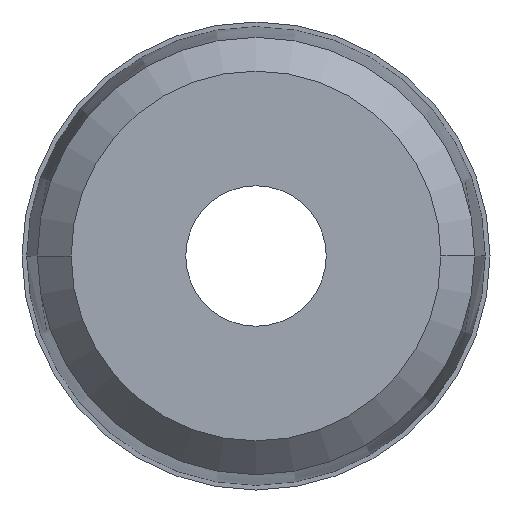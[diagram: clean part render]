
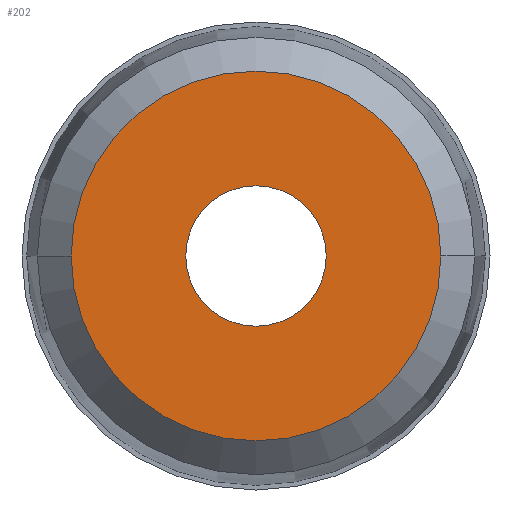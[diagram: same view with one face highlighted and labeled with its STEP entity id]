
A CAD part, front view. The second image highlights one B-rep face of the part: STEP entity #202.
In plain terms, the highlighted planar face has unit normal (0, -1, 0).
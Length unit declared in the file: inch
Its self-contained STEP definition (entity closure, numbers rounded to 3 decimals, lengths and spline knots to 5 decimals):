
#10 = AXIS2_PLACEMENT_3D ( 'NONE', #1174, #1165, #1158 ) ;
#22 = VERTEX_POINT ( 'NONE', #921 ) ;
#120 = DIRECTION ( 'NONE',  ( -1., 0., 0. ) ) ;
#124 = DIRECTION ( 'NONE',  ( 0., 1., 0. ) ) ;
#133 = CARTESIAN_POINT ( 'NONE',  ( 0., 0., 0. ) ) ;
#197 = CIRCLE ( 'NONE', #323, 0.05906 ) ;
#202 = ADVANCED_FACE ( 'NONE', ( #946, #908 ), #294, .T. ) ;
#224 = DIRECTION ( 'NONE',  ( 0., 0., -1. ) ) ;
#228 = DIRECTION ( 'NONE',  ( 0., -1., 0. ) ) ;
#229 = CIRCLE ( 'NONE', #573, 0.15551 ) ;
#232 = CARTESIAN_POINT ( 'NONE',  ( -0.10728, 0., 0. ) ) ;
#294 = PLANE ( 'NONE',  #1311 ) ;
#305 = ORIENTED_EDGE ( 'NONE', *, *, #809, .T. ) ;
#313 = VERTEX_POINT ( 'NONE', #1312 ) ;
#323 = AXIS2_PLACEMENT_3D ( 'NONE', #779, #1126, #704 ) ;
#336 = CARTESIAN_POINT ( 'NONE',  ( -0.05906, 0., 0. ) ) ;
#406 = EDGE_CURVE ( 'NONE', #962, #313, #669, .T. ) ;
#426 = ORIENTED_EDGE ( 'NONE', *, *, #406, .T. ) ;
#573 = AXIS2_PLACEMENT_3D ( 'NONE', #133, #124, #120 ) ;
#669 = CIRCLE ( 'NONE', #745, 0.05906 ) ;
#696 = ORIENTED_EDGE ( 'NONE', *, *, #750, .F. ) ;
#704 = DIRECTION ( 'NONE',  ( -1., 0., 0. ) ) ;
#745 = AXIS2_PLACEMENT_3D ( 'NONE', #1112, #1106, #1096 ) ;
#750 = EDGE_CURVE ( 'NONE', #22, #1183, #229, .T. ) ;
#779 = CARTESIAN_POINT ( 'NONE',  ( 0., 0., 0. ) ) ;
#809 = EDGE_CURVE ( 'NONE', #313, #962, #197, .T. ) ;
#908 = FACE_OUTER_BOUND ( 'NONE', #1344, .T. ) ;
#921 = CARTESIAN_POINT ( 'NONE',  ( 0.15551, 0., 0. ) ) ;
#946 = FACE_BOUND ( 'NONE', #1335, .T. ) ;
#962 = VERTEX_POINT ( 'NONE', #336 ) ;
#1096 = DIRECTION ( 'NONE',  ( -1., 0., 0. ) ) ;
#1106 = DIRECTION ( 'NONE',  ( 0., 1., 0. ) ) ;
#1111 = CIRCLE ( 'NONE', #10, 0.15551 ) ;
#1112 = CARTESIAN_POINT ( 'NONE',  ( 0., 0., 0. ) ) ;
#1126 = DIRECTION ( 'NONE',  ( 0., 1., 0. ) ) ;
#1152 = EDGE_CURVE ( 'NONE', #1183, #22, #1111, .T. ) ;
#1158 = DIRECTION ( 'NONE',  ( -1., 0., 0. ) ) ;
#1165 = DIRECTION ( 'NONE',  ( 0., 1., 0. ) ) ;
#1174 = CARTESIAN_POINT ( 'NONE',  ( 0., 0., 0. ) ) ;
#1183 = VERTEX_POINT ( 'NONE', #1187 ) ;
#1187 = CARTESIAN_POINT ( 'NONE',  ( -0.15551, 0., 0. ) ) ;
#1311 = AXIS2_PLACEMENT_3D ( 'NONE', #232, #228, #224 ) ;
#1312 = CARTESIAN_POINT ( 'NONE',  ( 0.05906, 0., 0. ) ) ;
#1335 = EDGE_LOOP ( 'NONE', ( #426, #305 ) ) ;
#1344 = EDGE_LOOP ( 'NONE', ( #1385, #696 ) ) ;
#1385 = ORIENTED_EDGE ( 'NONE', *, *, #1152, .F. ) ;
